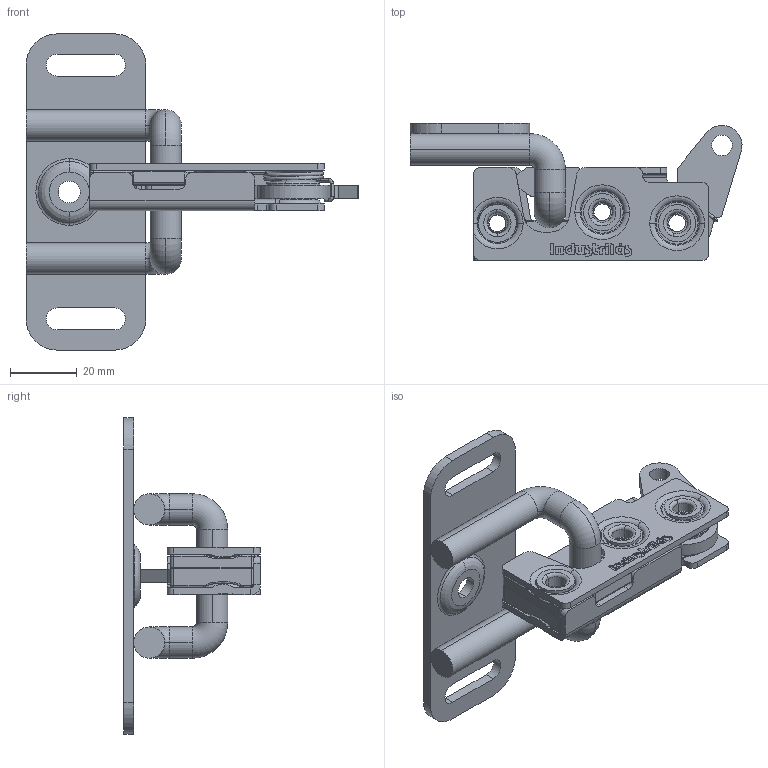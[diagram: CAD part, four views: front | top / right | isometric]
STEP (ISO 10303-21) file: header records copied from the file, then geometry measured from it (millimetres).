
FILE_DESCRIPTION (( 'STEP AP214' ), '1' );
FILE_NAME ('5224-11111011-03_Industrilas.step', '2025-09-08T12:52:43', ( '' ), ( '' ), 'SwSTEP 2.0', 'SolidWorks 2010', '' );
FILE_SCHEMA (( 'AUTOMOTIVE_DESIGN' ));
Length unit declared in the file: millimetre
Products named in the file (12): 00145359-2; 00145356(pr�glad)-3; 00145357-2; 00132393(Default)-2-2; 00132387(In-line)-1-3; 522321-317000_threaded-rivet-1-1; 522321-318000_threaded-rivet2-1-1; 00131848(Single Stage)-2-3; 00131847(Top pull)-2-3; 00135958(startl�ge)-2-2; 00149988(mirror); 5224-11111011-03_Industrilas
Assembly tree (12 placements, depth 3):
  5224-11111011-03_Industrilas
    00132393(Default)-2-2
    00132387(In-line)-1-3
    522321-317000_threaded-rivet-1-1  x2
    00149988(mirror)
    00135958(startl�ge)-2-2
    00131847(Top pull)-2-3
    00131848(Single Stage)-2-3
    00145359-2
      00145356(pr�glad)-3
      00145357-2
    522321-318000_threaded-rivet2-1-1
Bounding box: 99.74 x 41.1 x 95 mm (x, y, z)
Volume: 36828 mm3; surface area: 30179.4 mm2
Topology: 12 solids, 12 shells, 913 faces, 2307 edges, 1450 vertices
Faces by surface type: cylinder 320, plane 274, torus 172, bspline 105, cone 28, sphere 14
Entity records: 33313 total; most frequent: CARTESIAN_POINT 11237, ORIENTED_EDGE 4360, DIRECTION 4298, EDGE_CURVE 2180, AXIS2_PLACEMENT_3D 1692, VERTEX_POINT 1370, EDGE_LOOP 920, CIRCLE 918
